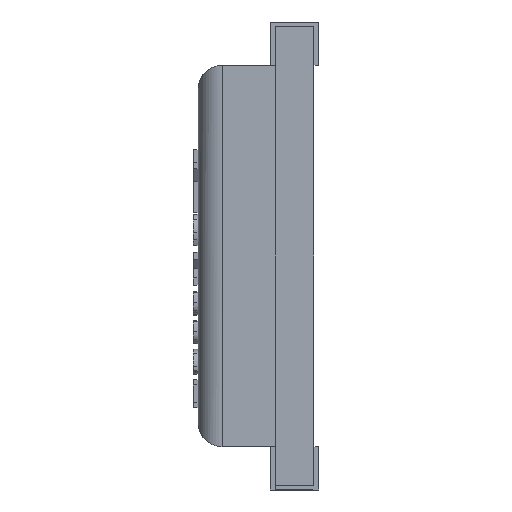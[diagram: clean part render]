
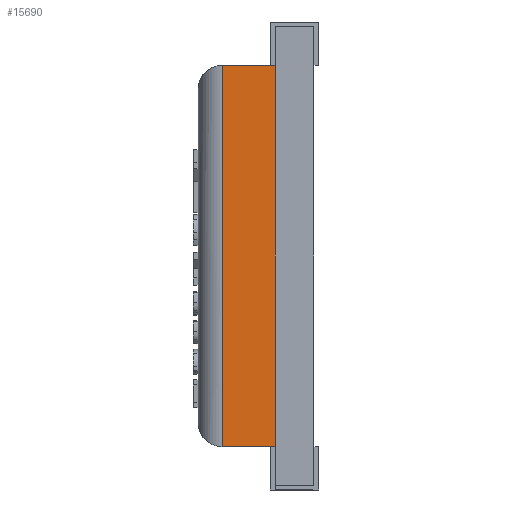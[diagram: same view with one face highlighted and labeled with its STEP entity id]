
A CAD part, left-side view. The second image highlights one B-rep face of the part: STEP entity #15690.
In plain terms, the highlighted planar face has unit normal (-1, 0, 0).
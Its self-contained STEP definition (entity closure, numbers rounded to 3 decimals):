
#81 = LINE ( 'NONE', #8038, #12528 ) ;
#357 = CARTESIAN_POINT ( 'NONE',  ( -9.85, 1.9, -0.9 ) ) ;
#448 = CARTESIAN_POINT ( 'NONE',  ( -9.85, 1.9, -8.8 ) ) ;
#867 = VERTEX_POINT ( 'NONE', #5959 ) ;
#1977 = PLANE ( 'NONE',  #11826 ) ;
#2338 = CARTESIAN_POINT ( 'NONE',  ( -9.85, 0.8, -4.85 ) ) ;
#4114 = DIRECTION ( 'NONE',  ( 0., -1., 0. ) ) ;
#4159 = ORIENTED_EDGE ( 'NONE', *, *, #11983, .T. ) ;
#4233 = DIRECTION ( 'NONE',  ( -1., 0., 0. ) ) ;
#4634 = EDGE_CURVE ( 'NONE', #13796, #867, #81, .T. ) ;
#5504 = EDGE_LOOP ( 'NONE', ( #9442, #4159, #6604, #15343 ) ) ;
#5959 = CARTESIAN_POINT ( 'NONE',  ( -9.85, 0.8, -0.9 ) ) ;
#6195 = LINE ( 'NONE', #8946, #8521 ) ;
#6604 = ORIENTED_EDGE ( 'NONE', *, *, #9078, .F. ) ;
#7971 = EDGE_CURVE ( 'NONE', #867, #16356, #10208, .T. ) ;
#8038 = CARTESIAN_POINT ( 'NONE',  ( -9.85, 0.8, -0.9 ) ) ;
#8119 = VECTOR ( 'NONE', #12985, 1000. ) ;
#8521 = VECTOR ( 'NONE', #11287, 1000. ) ;
#8910 = LINE ( 'NONE', #14392, #13976 ) ;
#8946 = CARTESIAN_POINT ( 'NONE',  ( -9.85, 1.9, -0.9 ) ) ;
#9078 = EDGE_CURVE ( 'NONE', #16356, #13722, #8910, .T. ) ;
#9442 = ORIENTED_EDGE ( 'NONE', *, *, #4634, .F. ) ;
#9911 = FACE_OUTER_BOUND ( 'NONE', #5504, .T. ) ;
#10208 = LINE ( 'NONE', #2338, #8119 ) ;
#11287 = DIRECTION ( 'NONE',  ( 0., 0., -1. ) ) ;
#11826 = AXIS2_PLACEMENT_3D ( 'NONE', #15993, #4233, #14349 ) ;
#11878 = CARTESIAN_POINT ( 'NONE',  ( -9.85, 0.8, -8.8 ) ) ;
#11983 = EDGE_CURVE ( 'NONE', #13796, #13722, #6195, .T. ) ;
#12528 = VECTOR ( 'NONE', #4114, 1000. ) ;
#12827 = DIRECTION ( 'NONE',  ( 0., 1., 0. ) ) ;
#12985 = DIRECTION ( 'NONE',  ( 0., 0., -1. ) ) ;
#13722 = VERTEX_POINT ( 'NONE', #448 ) ;
#13796 = VERTEX_POINT ( 'NONE', #357 ) ;
#13976 = VECTOR ( 'NONE', #12827, 1000. ) ;
#14349 = DIRECTION ( 'NONE',  ( 0., 0., 1. ) ) ;
#14392 = CARTESIAN_POINT ( 'NONE',  ( -9.85, 0.8, -8.8 ) ) ;
#15343 = ORIENTED_EDGE ( 'NONE', *, *, #7971, .F. ) ;
#15690 = ADVANCED_FACE ( 'NONE', ( #9911 ), #1977, .T. ) ;
#15993 = CARTESIAN_POINT ( 'NONE',  ( -9.85, 0., -0.9 ) ) ;
#16356 = VERTEX_POINT ( 'NONE', #11878 ) ;
